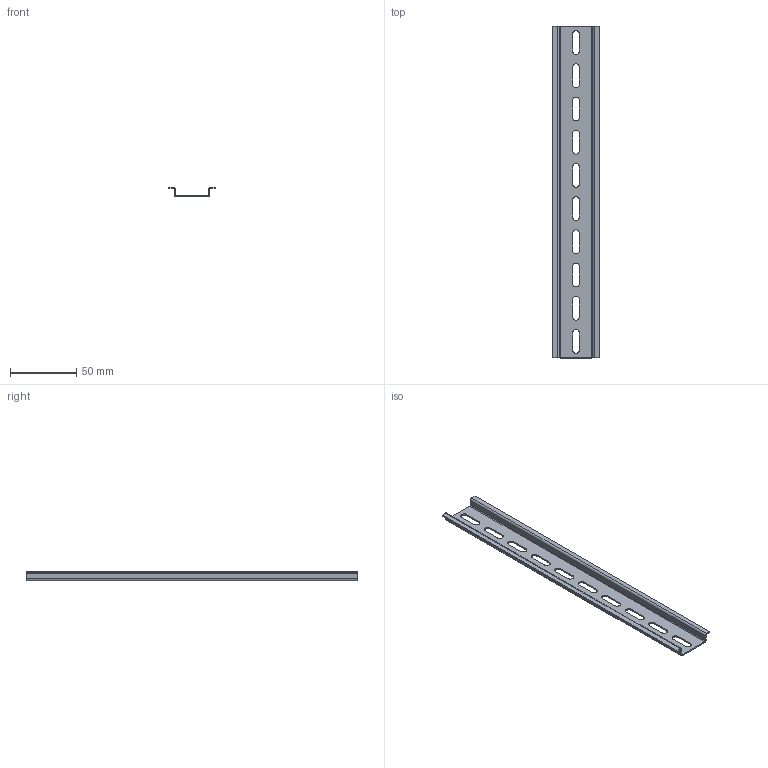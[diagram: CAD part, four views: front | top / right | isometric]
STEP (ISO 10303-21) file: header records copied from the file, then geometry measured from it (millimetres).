
FILE_DESCRIPTION(/* description */ (''),/* implementation_level */ '2;1');
FILE_NAME(/* name */ '250nn.step',/* time_stamp */ '2020-05-25T14:00:36+02:00',/* author */ (''),/* organization */ (''),/* preprocessor_version */ 'ST-DEVELOPER v18.1',/* originating_system */ 'Autodesk Translation Framework v9.3.0.1241',/* authorisation */ '');
FILE_SCHEMA (('AUTOMOTIVE_DESIGN { 1 0 10303 214 3 1 1 }'));
Length unit declared in the file: millimetre
Products named in the file (1): Unbenannt
Bounding box: 35 x 250 x 7.5 mm (x, y, z)
Volume: 10692.8 mm3; surface area: 22397.6 mm2
Topology: 1 solids, 1 shells, 62 faces, 180 edges, 120 vertices
Faces by surface type: plane 34, cylinder 28
Entity records: 2133 total; most frequent: CARTESIAN_POINT 363, DIRECTION 362, ORIENTED_EDGE 360, EDGE_CURVE 180, LINE 124, VECTOR 124, VERTEX_POINT 120, AXIS2_PLACEMENT_3D 119
